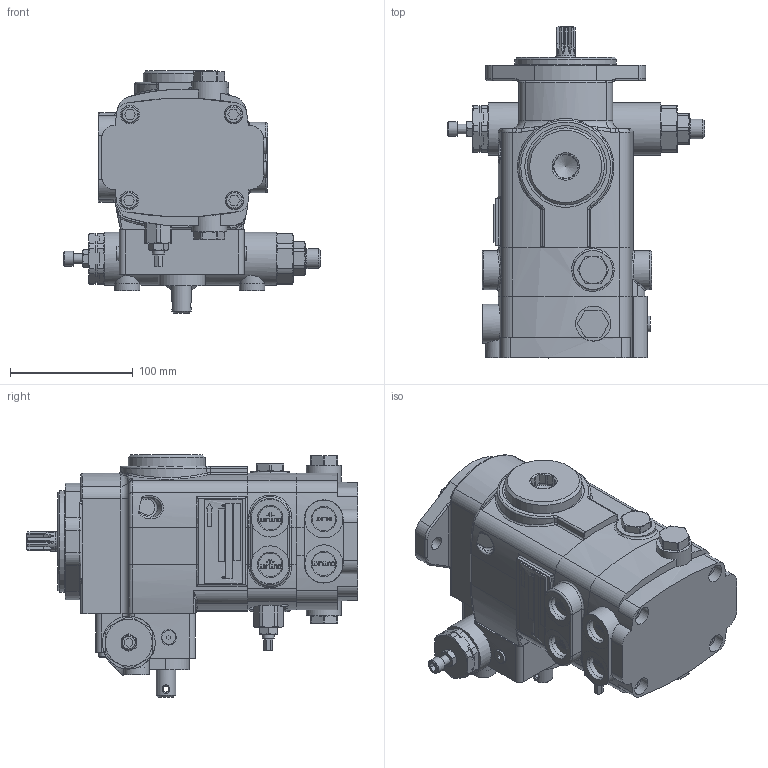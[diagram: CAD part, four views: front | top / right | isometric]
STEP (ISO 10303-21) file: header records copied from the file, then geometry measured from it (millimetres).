
FILE_DESCRIPTION((''),'2;1');
FILE_NAME('PVWC_011_014_022.stp','2015-12-21T12:42:56',('JGroves'),(''),'Autodesk Inventor 2012','Autodesk Inventor 2012','');
FILE_SCHEMA(('AUTOMOTIVE_DESIGN { 1 0 10303 214 1 1 1 1 }'));
Length unit declared in the file: inch
Products named in the file (1): Assembly1_Shrinkwrap_2
Bounding box: 209.35 x 269.88 x 196.85 mm (x, y, z)
Surface area: 227490.5 mm2 (no closed solid volume)
Topology: 0 solids, 46 shells, 1508 faces, 4807 edges, 3304 vertices
Faces by surface type: plane 1010, cylinder 253, cone 132, torus 55, bspline 46, revolution 10, sphere 2
Full cylindrical faces by diameter (mm): 2.184 x4, 2.794 x2, 3.556 x2, 4.775 x1, 5.001 x2, 6.35 x2, 7.925 x1, 9.525 x5, 11.125 x9, 11.913 x1, 12.7 x2, 13.97 x1, 15.088 x4, 15.519 x1, 15.898 x1, 16.002 x1, 19.05 x6, 19.152 x1, 20.574 x2, 25.014 x1, 28.448 x2, 30.937 x1, 31.75 x1, 34.145 x1, 38.1 x1, 42.926 x2, 52.855 x1, 61.999 x1, 62.027 x1, 62.738 x1
Entity records: 60923 total; most frequent: CARTESIAN_POINT 17998, ORIENTED_EDGE 8191, DIRECTION 8113, EDGE_CURVE 4681, VECTOR 3369, LINE 3369, VERTEX_POINT 3279, AXIS2_PLACEMENT_3D 2367
